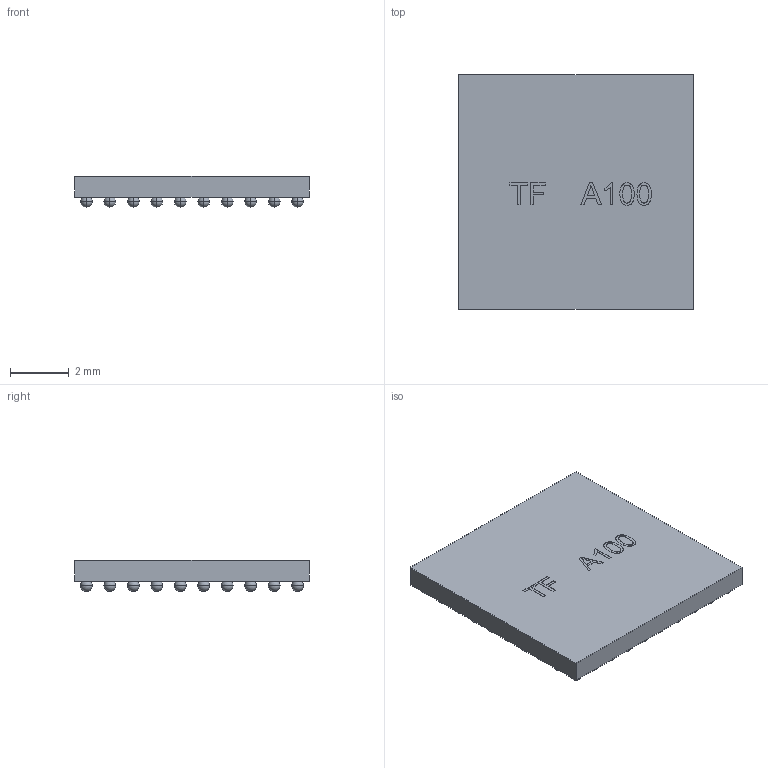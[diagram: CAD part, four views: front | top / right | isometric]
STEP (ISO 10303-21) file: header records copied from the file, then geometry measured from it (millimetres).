
FILE_DESCRIPTION(('FreeCAD Model'),'2;1');
FILE_NAME('USER_LIBRARY-TFBGA100_9X9MM_201.step', '2017-11-02T15:35:53',('kicad StepUp'),('ksu MCAD'), 'Open CASCADE STEP processor 6.8','FreeCAD','Unknown');
FILE_SCHEMA(('AUTOMOTIVE_DESIGN_CC2 { 1 2 10303 214 -1 1 5 4 }'));
Length unit declared in the file: millimetre
Products named in the file (2): ASSEMBLY; USER_LIBRARY-TFBGA100_9X9MM_201
Assembly tree (1 placements, depth 2):
  ASSEMBLY
    USER_LIBRARY-TFBGA100_9X9MM_201
Bounding box: 8 x 8 x 1.06 mm (x, y, z)
Volume: 48.6 mm3; surface area: 189.4 mm2
Topology: 1 solids, 1 shells, 495 faces, 1452 edges, 868 vertices
Faces by surface type: sphere 400, plane 49, extrusion 46
Entity records: 19476 total; most frequent: DIRECTION 3108, CARTESIAN_POINT 3095, ORIENTED_EDGE 2504, AXIS2_PLACEMENT_3D 1451, EDGE_CURVE 1252, CIRCLE 1000, VERTEX_POINT 868, FACE_BOUND 604
